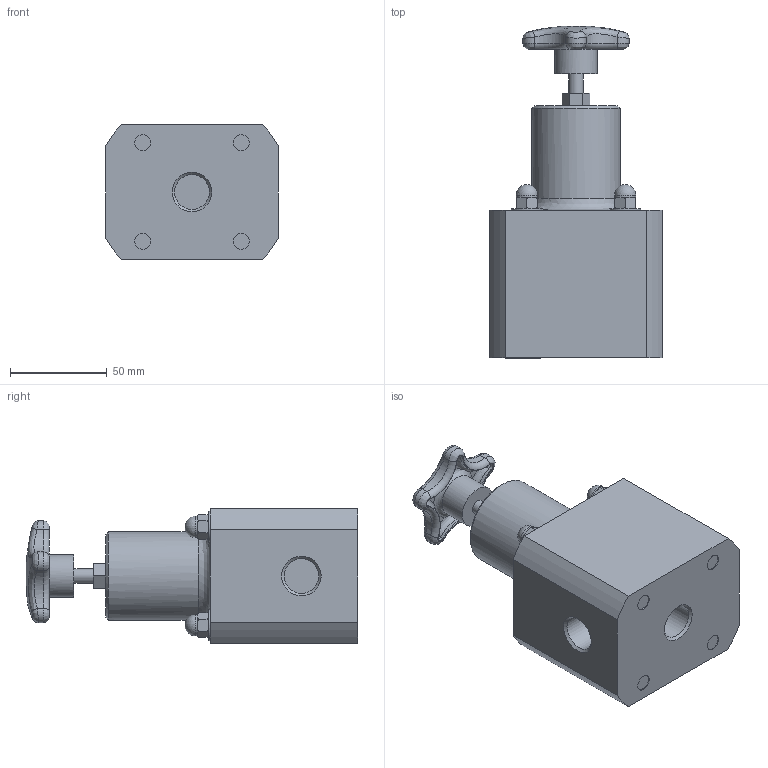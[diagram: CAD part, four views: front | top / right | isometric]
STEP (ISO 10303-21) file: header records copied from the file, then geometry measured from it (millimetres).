
FILE_DESCRIPTION((''),'2;1');
FILE_NAME('TVPR50-PVC-G_R0.ipt.stp','2017-04-04T12:14:25',(''),(''),'Autodesk Inventor 2009','Autodesk Inventor 2009','');
FILE_SCHEMA(('AUTOMOTIVE_DESIGN { 1 0 10303 214 1 1 1 1 }'));
Length unit declared in the file: inch
Products named in the file (1): TVPR50-PVC-G_R0
Bounding box: 88.9 x 171.44 x 69.85 mm (x, y, z)
Volume: 552068.2 mm3; surface area: 59549.4 mm2
Topology: 1 solids, 7 shells, 339 faces, 801 edges, 492 vertices
Faces by surface type: plane 134, bspline 105, cylinder 54, sphere 17, torus 15, cone 14
Full cylindrical faces by diameter (mm): 3.962 x1, 4.445 x4, 7.442 x1, 10.998 x4, 11.113 x1, 15.875 x4, 17.78 x1, 17.856 x3, 22.098 x1, 38.862 x1, 45.72 x1, 60.325 x1, 60.96 x1
Entity records: 13879 total; most frequent: CARTESIAN_POINT 6695, ORIENTED_EDGE 1452, DIRECTION 1336, EDGE_CURVE 726, AXIS2_PLACEMENT_3D 580, VERTEX_POINT 472, EDGE_LOOP 414, CIRCLE 345
